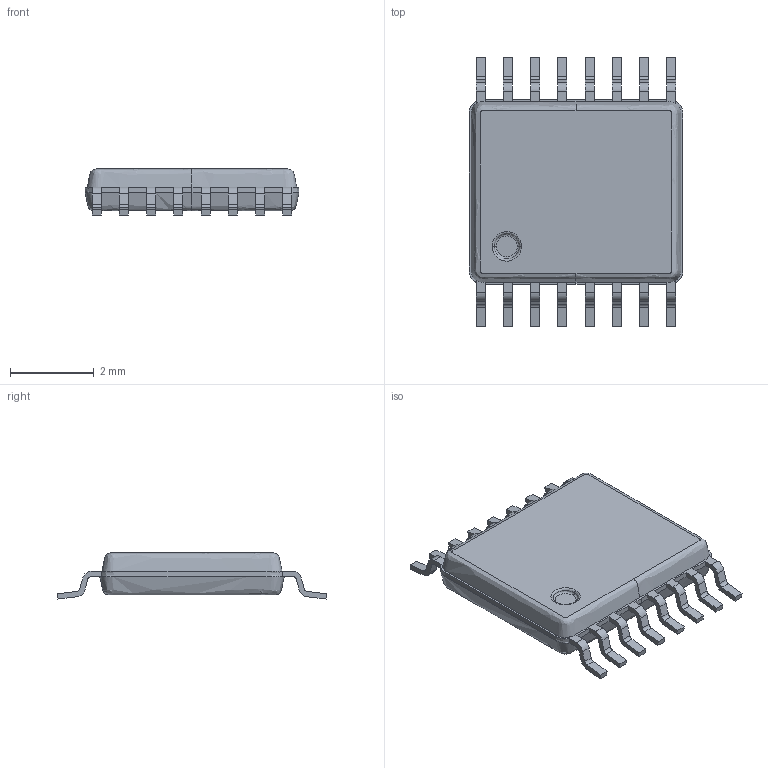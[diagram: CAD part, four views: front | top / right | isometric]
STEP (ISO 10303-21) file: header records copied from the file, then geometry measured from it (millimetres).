
FILE_DESCRIPTION(('FreeCAD Model'),'2;1');
FILE_NAME('parts/3DModels/TSSOP-16_OEM/TSSOP_16.step','2017-11-29T13:19:07',('kicad StepUp'),('ksu MCAD'), 'Open CASCADE STEP processor 6.8','FreeCAD','Unknown');
FILE_SCHEMA(('AUTOMOTIVE_DESIGN_CC2 { 1 2 10303 214 -1 1 5 4 }'));
Length unit declared in the file: millimetre
Products named in the file (1): TSSOP_16
Bounding box: 5.1 x 6.43 x 1.1 mm (x, y, z)
Volume: 21.2 mm3; surface area: 73.2 mm2
Topology: 1 solids, 7 shells, 320 faces, 846 edges, 541 vertices
Faces by surface type: bspline 279, plane 41
Entity records: 23404 total; most frequent: CARTESIAN_POINT 15812, ORIENTED_EDGE 1692, EDGE_CURVE 846, B_SPLINE_CURVE_WITH_KNOTS 836, VERTEX_POINT 541, FACE_BOUND 323, EDGE_LOOP 323, ADVANCED_FACE 320
